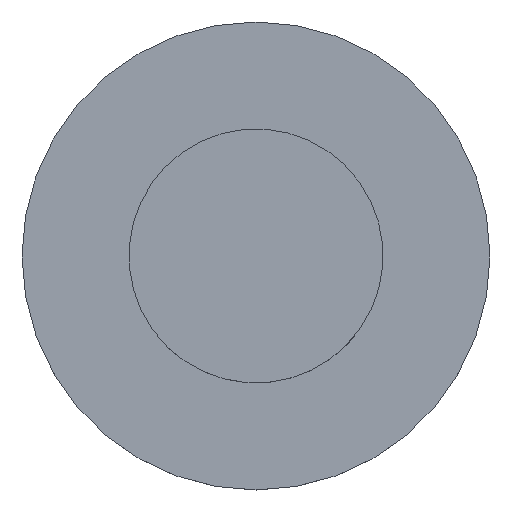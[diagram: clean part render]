
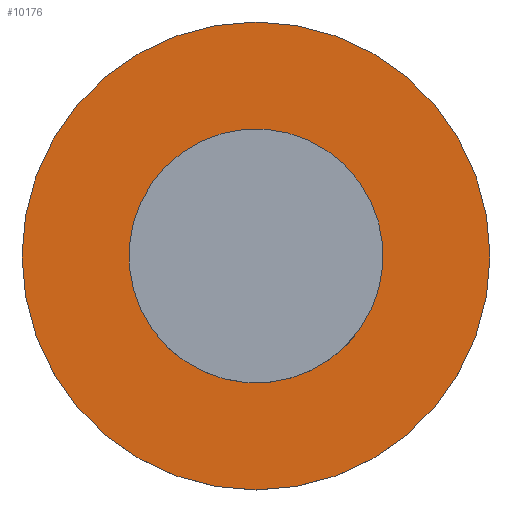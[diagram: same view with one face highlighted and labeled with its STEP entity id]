
A CAD part, top view. The second image highlights one B-rep face of the part: STEP entity #10176.
In plain terms, the highlighted face is planar.
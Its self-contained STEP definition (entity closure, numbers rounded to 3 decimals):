
#346 = DIRECTION ( 'NONE',  ( 0., 1., 0. ) ) ;
#869 = PLANE ( 'NONE',  #4464 ) ;
#1832 = DIRECTION ( 'NONE',  ( 0., 1., 0. ) ) ;
#2105 = ORIENTED_EDGE ( 'NONE', *, *, #7069, .T. ) ;
#3958 = CARTESIAN_POINT ( 'NONE',  ( 0., 0., -150.1 ) ) ;
#4402 = CARTESIAN_POINT ( 'NONE',  ( 0., 0., 150.1 ) ) ;
#4464 = AXIS2_PLACEMENT_3D ( 'NONE', #8068, #12749, #14726 ) ;
#4883 = AXIS2_PLACEMENT_3D ( 'NONE', #14483, #1832, #6418 ) ;
#5037 = CIRCLE ( 'NONE', #10573, 150.1 ) ;
#6418 = DIRECTION ( 'NONE',  ( 0., 0., 1. ) ) ;
#7069 = EDGE_CURVE ( 'NONE', #9514, #14334, #7775, .T. ) ;
#7775 = CIRCLE ( 'NONE', #4883, 150.1 ) ;
#8068 = CARTESIAN_POINT ( 'NONE',  ( 0., 0., 0. ) ) ;
#8466 = CARTESIAN_POINT ( 'NONE',  ( 0., 0., 0. ) ) ;
#8690 = DIRECTION ( 'NONE',  ( 0., 0., 1. ) ) ;
#9514 = VERTEX_POINT ( 'NONE', #3958 ) ;
#10176 = ADVANCED_FACE ( 'NONE', ( #14568 ), #869, .T. ) ;
#10573 = AXIS2_PLACEMENT_3D ( 'NONE', #8466, #346, #8690 ) ;
#10875 = ORIENTED_EDGE ( 'NONE', *, *, #12886, .T. ) ;
#11087 = EDGE_LOOP ( 'NONE', ( #10875, #2105 ) ) ;
#12749 = DIRECTION ( 'NONE',  ( 0., 1., 0. ) ) ;
#12886 = EDGE_CURVE ( 'NONE', #14334, #9514, #5037, .T. ) ;
#14334 = VERTEX_POINT ( 'NONE', #4402 ) ;
#14483 = CARTESIAN_POINT ( 'NONE',  ( 0., 0., 0. ) ) ;
#14568 = FACE_OUTER_BOUND ( 'NONE', #11087, .T. ) ;
#14726 = DIRECTION ( 'NONE',  ( 0., 0., 1. ) ) ;
